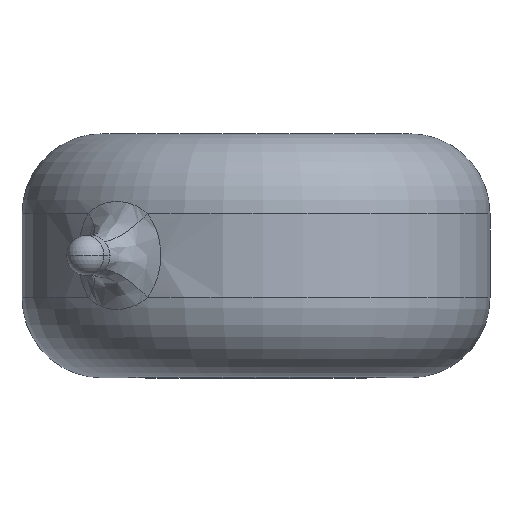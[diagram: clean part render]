
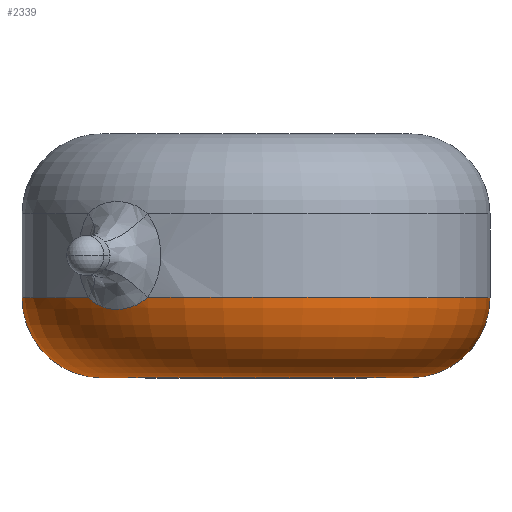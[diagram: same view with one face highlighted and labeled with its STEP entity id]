
A CAD part, top view. The second image highlights one B-rep face of the part: STEP entity #2339.
In plain terms, the highlighted toroidal (fillet/blend) face has major radius 3.85 mm and minor radius 2 mm.
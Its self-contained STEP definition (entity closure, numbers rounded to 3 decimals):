
#484 = VERTEX_POINT ( 'NONE', #6352 ) ;
#561 = CARTESIAN_POINT ( 'NONE',  ( -2.955, -1.228, 5.043 ) ) ;
#624 = CARTESIAN_POINT ( 'NONE',  ( -3.612, -1.35, 4.576 ) ) ;
#903 = CARTESIAN_POINT ( 'NONE',  ( 5.85, -1.05, 0. ) ) ;
#1364 = AXIS2_PLACEMENT_3D ( 'NONE', #5035, #7220, #14124 ) ;
#1496 = EDGE_CURVE ( 'NONE', #6423, #484, #11634, .T. ) ;
#1706 = ORIENTED_EDGE ( 'NONE', *, *, #1496, .T. ) ;
#2339 = ADVANCED_FACE ( 'NONE', ( #11795 ), #5632, .T. ) ;
#2461 = DIRECTION ( 'NONE',  ( 1., 0., 0. ) ) ;
#2845 = CARTESIAN_POINT ( 'NONE',  ( -3.743, -1.325, 4.475 ) ) ;
#3140 = AXIS2_PLACEMENT_3D ( 'NONE', #8932, #3511, #5593 ) ;
#3427 = VERTEX_POINT ( 'NONE', #8921 ) ;
#3511 = DIRECTION ( 'NONE',  ( 0., 1., 0. ) ) ;
#3542 = AXIS2_PLACEMENT_3D ( 'NONE', #8086, #10252, #2461 ) ;
#3846 = CIRCLE ( 'NONE', #3140, 5.85 ) ;
#4043 = DIRECTION ( 'NONE',  ( 0., -1., 0. ) ) ;
#4141 = EDGE_CURVE ( 'NONE', #3427, #484, #11299, .T. ) ;
#4440 = B_SPLINE_CURVE_WITH_KNOTS ( 'NONE', 3,
 ( #8542, #7230, #561, #10583, #8406, #624, #2845, #14057, #8474, #7303 ),
 .UNSPECIFIED., .F., .F.,
 ( 4, 2, 2, 2, 4 ),
 ( 0., 0., 0.001, 0.001, 0.002 ),
 .UNSPECIFIED. ) ;
#5035 = CARTESIAN_POINT ( 'NONE',  ( -3.85, -1.05, 0. ) ) ;
#5288 = CARTESIAN_POINT ( 'NONE',  ( -2.713, -1.05, 5.183 ) ) ;
#5561 = EDGE_CURVE ( 'NONE', #6180, #13622, #4440, .T. ) ;
#5589 = DIRECTION ( 'NONE',  ( 0., 1., 0. ) ) ;
#5593 = DIRECTION ( 'NONE',  ( 1., 0., 0. ) ) ;
#5632 = TOROIDAL_SURFACE ( 'NONE', #13751, 3.85, 2. ) ;
#6180 = VERTEX_POINT ( 'NONE', #5288 ) ;
#6352 = CARTESIAN_POINT ( 'NONE',  ( -3.85, -3.05, 0. ) ) ;
#6423 = VERTEX_POINT ( 'NONE', #7453 ) ;
#6596 = CARTESIAN_POINT ( 'NONE',  ( 3.85, -1.05, 0. ) ) ;
#7123 = AXIS2_PLACEMENT_3D ( 'NONE', #10692, #4043, #10835 ) ;
#7170 = EDGE_LOOP ( 'NONE', ( #13450, #1706, #7333, #12541, #7792, #7966 ) ) ;
#7220 = DIRECTION ( 'NONE',  ( 0., 0., 1. ) ) ;
#7230 = CARTESIAN_POINT ( 'NONE',  ( -2.828, -1.153, 5.122 ) ) ;
#7280 = AXIS2_PLACEMENT_3D ( 'NONE', #6596, #7777, #5589 ) ;
#7303 = CARTESIAN_POINT ( 'NONE',  ( -4.189, -1.05, 4.084 ) ) ;
#7333 = ORIENTED_EDGE ( 'NONE', *, *, #4141, .F. ) ;
#7411 = VERTEX_POINT ( 'NONE', #903 ) ;
#7453 = CARTESIAN_POINT ( 'NONE',  ( -5.85, -1.05, 0. ) ) ;
#7777 = DIRECTION ( 'NONE',  ( 0., 0., -1. ) ) ;
#7792 = ORIENTED_EDGE ( 'NONE', *, *, #10764, .F. ) ;
#7966 = ORIENTED_EDGE ( 'NONE', *, *, #5561, .T. ) ;
#8086 = CARTESIAN_POINT ( 'NONE',  ( 0., -1.05, 0. ) ) ;
#8406 = CARTESIAN_POINT ( 'NONE',  ( -3.349, -1.35, 4.772 ) ) ;
#8474 = CARTESIAN_POINT ( 'NONE',  ( -4.097, -1.151, 4.178 ) ) ;
#8542 = CARTESIAN_POINT ( 'NONE',  ( -2.713, -1.05, 5.183 ) ) ;
#8584 = CARTESIAN_POINT ( 'NONE',  ( 0., -1.05, 0. ) ) ;
#8690 = CIRCLE ( 'NONE', #3542, 5.85 ) ;
#8921 = CARTESIAN_POINT ( 'NONE',  ( 3.85, -3.05, 0. ) ) ;
#8932 = CARTESIAN_POINT ( 'NONE',  ( 0., -1.05, 0. ) ) ;
#10006 = EDGE_CURVE ( 'NONE', #7411, #3427, #13321, .T. ) ;
#10252 = DIRECTION ( 'NONE',  ( 0., 1., 0. ) ) ;
#10576 = CARTESIAN_POINT ( 'NONE',  ( -4.189, -1.05, 4.084 ) ) ;
#10583 = CARTESIAN_POINT ( 'NONE',  ( -3.215, -1.326, 4.868 ) ) ;
#10692 = CARTESIAN_POINT ( 'NONE',  ( 0., -3.05, 0. ) ) ;
#10764 = EDGE_CURVE ( 'NONE', #6180, #7411, #8690, .T. ) ;
#10835 = DIRECTION ( 'NONE',  ( 1., 0., 0. ) ) ;
#10982 = DIRECTION ( 'NONE',  ( 1., 0., 0. ) ) ;
#11299 = CIRCLE ( 'NONE', #7123, 3.85 ) ;
#11634 = CIRCLE ( 'NONE', #1364, 2. ) ;
#11795 = FACE_OUTER_BOUND ( 'NONE', #7170, .T. ) ;
#12011 = DIRECTION ( 'NONE',  ( 0., -1., 0. ) ) ;
#12213 = EDGE_CURVE ( 'NONE', #6423, #13622, #3846, .T. ) ;
#12541 = ORIENTED_EDGE ( 'NONE', *, *, #10006, .F. ) ;
#13321 = CIRCLE ( 'NONE', #7280, 2. ) ;
#13450 = ORIENTED_EDGE ( 'NONE', *, *, #12213, .F. ) ;
#13622 = VERTEX_POINT ( 'NONE', #10576 ) ;
#13751 = AXIS2_PLACEMENT_3D ( 'NONE', #8584, #12011, #10982 ) ;
#14057 = CARTESIAN_POINT ( 'NONE',  ( -3.985, -1.225, 4.276 ) ) ;
#14124 = DIRECTION ( 'NONE',  ( 0., -1., 0. ) ) ;
